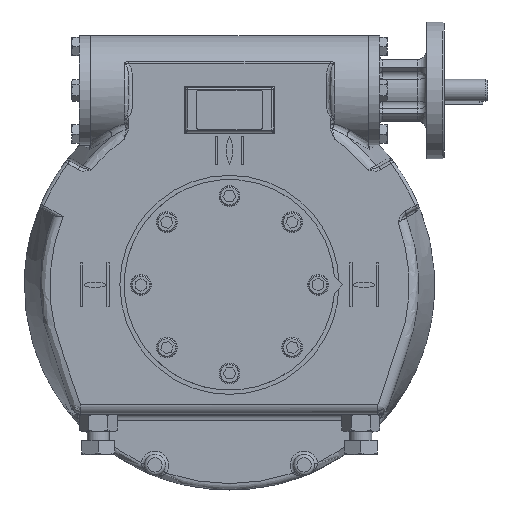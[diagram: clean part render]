
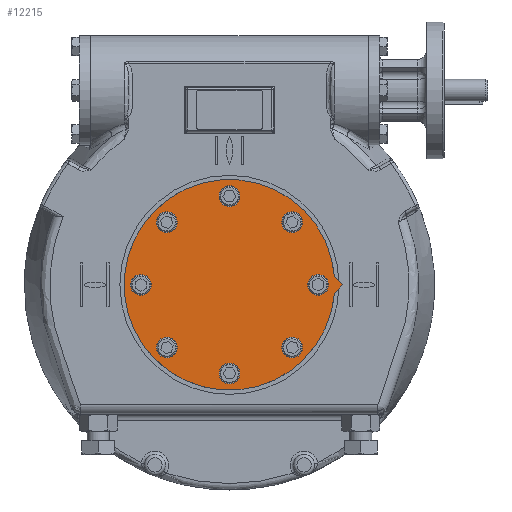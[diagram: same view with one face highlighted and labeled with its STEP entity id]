
A CAD part, top view. The second image highlights one B-rep face of the part: STEP entity #12215.
In plain terms, the highlighted planar face has unit normal (0, 0, 1).
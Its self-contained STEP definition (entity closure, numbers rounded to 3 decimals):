
#1300=CIRCLE('',#15650,96.25);
#1309=CIRCLE('',#15663,6.5);
#1310=CIRCLE('',#15664,6.5);
#1311=CIRCLE('',#15665,6.5);
#1312=CIRCLE('',#15666,6.5);
#1313=CIRCLE('',#15667,6.5);
#1314=CIRCLE('',#15668,6.5);
#1315=CIRCLE('',#15669,6.5);
#1316=CIRCLE('',#15670,6.5);
#3689=ORIENTED_EDGE('',*,*,#6128,.F.);
#3690=ORIENTED_EDGE('',*,*,#6129,.F.);
#3691=ORIENTED_EDGE('',*,*,#6130,.F.);
#3692=ORIENTED_EDGE('',*,*,#6131,.F.);
#3693=ORIENTED_EDGE('',*,*,#6132,.F.);
#3694=ORIENTED_EDGE('',*,*,#6133,.F.);
#3695=ORIENTED_EDGE('',*,*,#6134,.F.);
#3696=ORIENTED_EDGE('',*,*,#6135,.F.);
#3697=ORIENTED_EDGE('',*,*,#6113,.T.);
#3698=ORIENTED_EDGE('',*,*,#6117,.T.);
#3699=ORIENTED_EDGE('',*,*,#6119,.T.);
#6113=EDGE_CURVE('',#7652,#7651,#1300,.T.);
#6117=EDGE_CURVE('',#7651,#7654,#8508,.T.);
#6119=EDGE_CURVE('',#7654,#7652,#8510,.T.);
#6128=EDGE_CURVE('',#7663,#7663,#1309,.T.);
#6129=EDGE_CURVE('',#7664,#7664,#1310,.T.);
#6130=EDGE_CURVE('',#7665,#7665,#1311,.T.);
#6131=EDGE_CURVE('',#7666,#7666,#1312,.T.);
#6132=EDGE_CURVE('',#7667,#7667,#1313,.T.);
#6133=EDGE_CURVE('',#7668,#7668,#1314,.T.);
#6134=EDGE_CURVE('',#7669,#7669,#1315,.T.);
#6135=EDGE_CURVE('',#7670,#7670,#1316,.T.);
#7651=VERTEX_POINT('',#30836);
#7652=VERTEX_POINT('',#30838);
#7654=VERTEX_POINT('',#30844);
#7663=VERTEX_POINT('',#30868);
#7664=VERTEX_POINT('',#30870);
#7665=VERTEX_POINT('',#30872);
#7666=VERTEX_POINT('',#30874);
#7667=VERTEX_POINT('',#30876);
#7668=VERTEX_POINT('',#30878);
#7669=VERTEX_POINT('',#30880);
#7670=VERTEX_POINT('',#30882);
#8508=LINE('',#30845,#9175);
#8510=LINE('',#30848,#9177);
#9175=VECTOR('',#18033,1000.);
#9177=VECTOR('',#18037,1000.);
#10081=EDGE_LOOP('',(#3689));
#10082=EDGE_LOOP('',(#3690));
#10083=EDGE_LOOP('',(#3691));
#10084=EDGE_LOOP('',(#3692));
#10085=EDGE_LOOP('',(#3693));
#10086=EDGE_LOOP('',(#3694));
#10087=EDGE_LOOP('',(#3695));
#10088=EDGE_LOOP('',(#3696));
#10089=EDGE_LOOP('',(#3697,#3698,#3699));
#11084=FACE_BOUND('',#10081,.T.);
#11085=FACE_BOUND('',#10082,.T.);
#11086=FACE_BOUND('',#10083,.T.);
#11087=FACE_BOUND('',#10084,.T.);
#11088=FACE_BOUND('',#10085,.T.);
#11089=FACE_BOUND('',#10086,.T.);
#11090=FACE_BOUND('',#10087,.T.);
#11091=FACE_BOUND('',#10088,.T.);
#11092=FACE_BOUND('',#10089,.T.);
#11599=PLANE('',#15662);
#12215=ADVANCED_FACE('',(#11084,#11085,#11086,#11087,#11088,#11089,#11090,
#11091,#11092),#11599,.T.);
#15650=AXIS2_PLACEMENT_3D('',#30837,#18026,#18027);
#15662=AXIS2_PLACEMENT_3D('',#30866,#18056,#18057);
#15663=AXIS2_PLACEMENT_3D('',#30867,#18058,#18059);
#15664=AXIS2_PLACEMENT_3D('',#30869,#18060,#18061);
#15665=AXIS2_PLACEMENT_3D('',#30871,#18062,#18063);
#15666=AXIS2_PLACEMENT_3D('',#30873,#18064,#18065);
#15667=AXIS2_PLACEMENT_3D('',#30875,#18066,#18067);
#15668=AXIS2_PLACEMENT_3D('',#30877,#18068,#18069);
#15669=AXIS2_PLACEMENT_3D('',#30879,#18070,#18071);
#15670=AXIS2_PLACEMENT_3D('',#30881,#18072,#18073);
#18026=DIRECTION('',(0.,0.,1.));
#18027=DIRECTION('',(1.,0.,0.));
#18033=DIRECTION('',(0.707,0.707,0.));
#18037=DIRECTION('',(-0.707,0.707,0.));
#18056=DIRECTION('',(0.,0.,1.));
#18057=DIRECTION('',(1.,0.,0.));
#18058=DIRECTION('',(0.,0.,1.));
#18059=DIRECTION('',(0.707,0.707,0.));
#18060=DIRECTION('',(0.,0.,1.));
#18061=DIRECTION('',(0.,1.,0.));
#18062=DIRECTION('',(0.,0.,1.));
#18063=DIRECTION('',(-0.707,0.707,0.));
#18064=DIRECTION('',(0.,0.,1.));
#18065=DIRECTION('',(-1.,0.,0.));
#18066=DIRECTION('',(0.,0.,1.));
#18067=DIRECTION('',(-0.707,-0.707,0.));
#18068=DIRECTION('',(0.,0.,1.));
#18069=DIRECTION('',(0.,-1.,0.));
#18070=DIRECTION('',(0.,0.,1.));
#18071=DIRECTION('',(0.707,-0.707,0.));
#18072=DIRECTION('',(0.,0.,1.));
#18073=DIRECTION('',(1.,0.,0.));
#30836=CARTESIAN_POINT('',(95.932,-7.818,54.15));
#30837=CARTESIAN_POINT('',(0.,0.,54.15));
#30838=CARTESIAN_POINT('',(95.932,7.818,54.15));
#30844=CARTESIAN_POINT('',(103.75,0.,54.15));
#30845=CARTESIAN_POINT('',(95.932,-7.818,54.15));
#30848=CARTESIAN_POINT('',(103.75,0.,54.15));
#30866=CARTESIAN_POINT('',(0.,0.,54.15));
#30867=CARTESIAN_POINT('',(-57.276,57.276,54.15));
#30868=CARTESIAN_POINT('',(-52.679,61.872,54.15));
#30869=CARTESIAN_POINT('',(-81.,0.,54.15));
#30870=CARTESIAN_POINT('',(-81.,6.5,54.15));
#30871=CARTESIAN_POINT('',(-57.276,-57.276,54.15));
#30872=CARTESIAN_POINT('',(-61.872,-52.679,54.15));
#30873=CARTESIAN_POINT('',(0.,-81.,54.15));
#30874=CARTESIAN_POINT('',(-6.5,-81.,54.15));
#30875=CARTESIAN_POINT('',(57.276,-57.276,54.15));
#30876=CARTESIAN_POINT('',(52.679,-61.872,54.15));
#30877=CARTESIAN_POINT('',(81.,0.,54.15));
#30878=CARTESIAN_POINT('',(81.,-6.5,54.15));
#30879=CARTESIAN_POINT('',(57.276,57.276,54.15));
#30880=CARTESIAN_POINT('',(61.872,52.679,54.15));
#30881=CARTESIAN_POINT('',(0.,81.,54.15));
#30882=CARTESIAN_POINT('',(6.5,81.,54.15));
